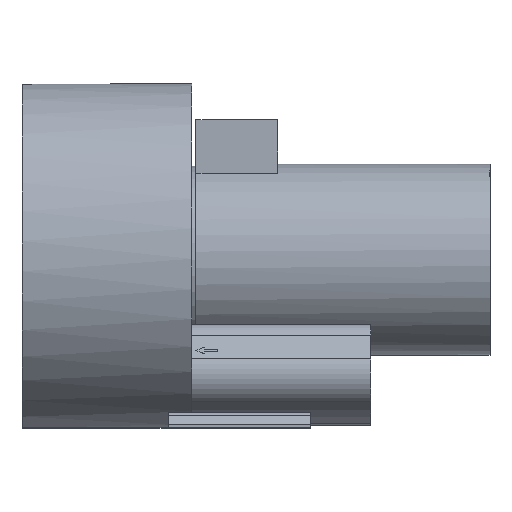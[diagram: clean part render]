
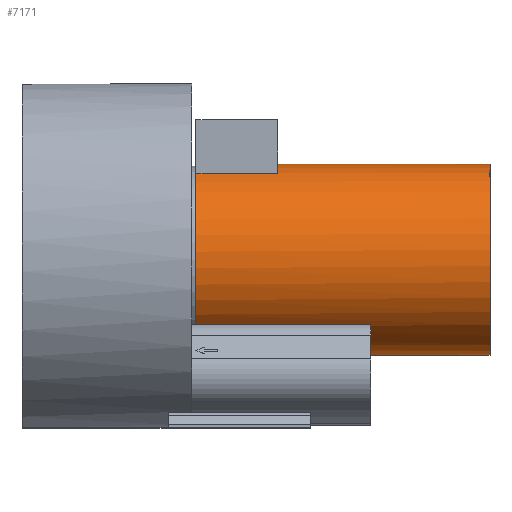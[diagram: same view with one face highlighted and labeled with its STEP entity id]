
A CAD part, top view. The second image highlights one B-rep face of the part: STEP entity #7171.
In plain terms, the highlighted cylindrical face has radius 87.5 mm (diameter 175 mm), a full revolution.
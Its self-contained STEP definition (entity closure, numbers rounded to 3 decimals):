
#7028=CARTESIAN_POINT('',(159.,79.057,-37.5));
#7029=VERTEX_POINT('',#7028);
#7030=CARTESIAN_POINT('',(234.,79.057,-37.5));
#7031=VERTEX_POINT('',#7030);
#7032=CARTESIAN_POINT('',(159.,79.057,-37.5));
#7033=DIRECTION('',(1.0,0.0,0.0));
#7034=VECTOR('',#7033,75.0);
#7035=LINE('',#7032,#7034);
#7036=EDGE_CURVE('',#7029,#7031,#7035,.T.);
#7068=CARTESIAN_POINT('',(234.,79.057,37.5));
#7069=VERTEX_POINT('',#7068);
#7070=CARTESIAN_POINT('',(234.,0.0,0.0));
#7071=DIRECTION('',(1.0,0.0,0.0));
#7072=DIRECTION('',(0.0,0.0,1.0));
#7073=AXIS2_PLACEMENT_3D('',#7070,#7071,#7072);
#7074=CIRCLE('',#7073,87.5);
#7075=EDGE_CURVE('',#7031,#7069,#7074,.T.);
#7100=CARTESIAN_POINT('',(159.,79.057,37.5));
#7101=VERTEX_POINT('',#7100);
#7102=CARTESIAN_POINT('',(234.,79.057,37.5));
#7103=DIRECTION('',(-1.0,0.0,0.0));
#7104=VECTOR('',#7103,75.0);
#7105=LINE('',#7102,#7104);
#7106=EDGE_CURVE('',#7069,#7101,#7105,.T.);
#7143=CARTESIAN_POINT('',(159.,0.0,0.0));
#7144=DIRECTION('',(1.0,0.0,0.0));
#7145=DIRECTION('',(0.0,0.0,1.0));
#7146=AXIS2_PLACEMENT_3D('',#7143,#7144,#7145);
#7147=CYLINDRICAL_SURFACE('',#7146,87.5);
#7148=ORIENTED_EDGE('',*,*,#7036,.T.);
#7149=ORIENTED_EDGE('',*,*,#7075,.T.);
#7150=ORIENTED_EDGE('',*,*,#7106,.T.);
#7151=CARTESIAN_POINT('',(159.,0.0,0.0));
#7152=DIRECTION('',(-1.0,0.0,0.0));
#7153=DIRECTION('',(0.0,0.0,1.0));
#7154=AXIS2_PLACEMENT_3D('',#7151,#7152,#7153);
#7155=CIRCLE('',#7154,87.5);
#7156=EDGE_CURVE('',#7029,#7101,#7155,.T.);
#7157=ORIENTED_EDGE('',*,*,#7156,.F.);
#7158=EDGE_LOOP('',(#7148,#7149,#7150,#7157));
#7159=FACE_OUTER_BOUND('',#7158,.T.);
#7160=CARTESIAN_POINT('',(428.,0.,-87.5));
#7161=VERTEX_POINT('',#7160);
#7162=CARTESIAN_POINT('',(428.,0.0,0.0));
#7163=DIRECTION('',(-1.0,0.0,0.0));
#7164=DIRECTION('',(0.0,0.0,1.0));
#7165=AXIS2_PLACEMENT_3D('',#7162,#7163,#7164);
#7166=CIRCLE('',#7165,87.5);
#7167=EDGE_CURVE('',#7161,#7161,#7166,.T.);
#7168=ORIENTED_EDGE('',*,*,#7167,.T.);
#7169=EDGE_LOOP('',(#7168));
#7170=FACE_BOUND('',#7169,.T.);
#7171=ADVANCED_FACE('',(#7159,#7170),#7147,.T.);
